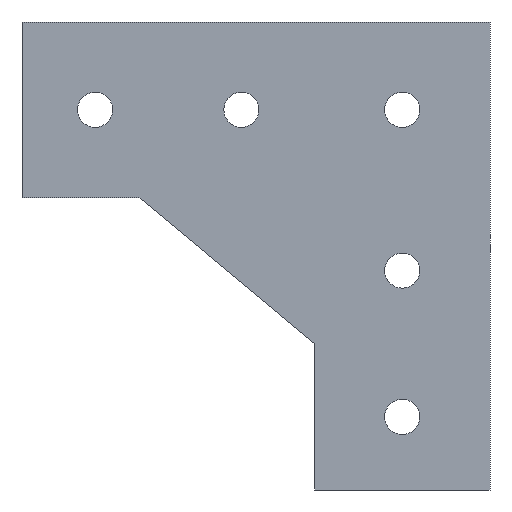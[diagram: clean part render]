
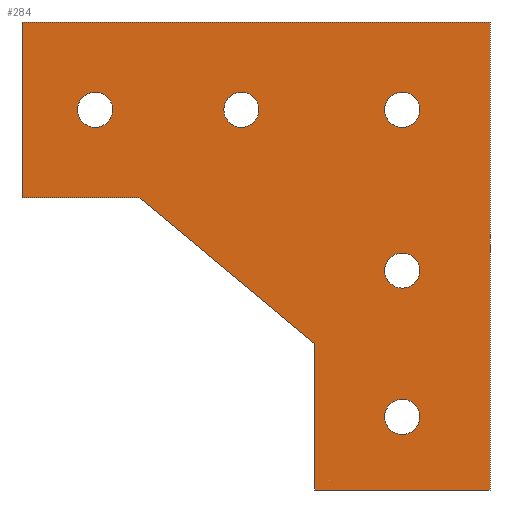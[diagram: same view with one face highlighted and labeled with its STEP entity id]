
A CAD part, left-side view. The second image highlights one B-rep face of the part: STEP entity #284.
In plain terms, the highlighted planar face has unit normal (-1, 0, 0).
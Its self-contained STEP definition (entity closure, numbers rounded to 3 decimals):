
#20=FACE_BOUND('',#67,.T.);
#21=FACE_BOUND('',#68,.T.);
#22=FACE_BOUND('',#69,.T.);
#23=FACE_BOUND('',#70,.T.);
#24=FACE_BOUND('',#71,.T.);
#33=PLANE('',#331);
#47=FACE_OUTER_BOUND('',#66,.T.);
#66=EDGE_LOOP('',(#254,#255,#256,#257,#258,#259,#260));
#67=EDGE_LOOP('',(#261));
#68=EDGE_LOOP('',(#262));
#69=EDGE_LOOP('',(#263));
#70=EDGE_LOOP('',(#264));
#71=EDGE_LOOP('',(#265));
#77=LINE('',#442,#103);
#81=LINE('',#450,#107);
#84=LINE('',#456,#110);
#87=LINE('',#462,#113);
#90=LINE('',#468,#116);
#93=LINE('',#474,#119);
#96=LINE('',#479,#122);
#103=VECTOR('',#371,10.);
#107=VECTOR('',#377,10.);
#110=VECTOR('',#382,10.);
#113=VECTOR('',#387,10.);
#116=VECTOR('',#392,10.);
#119=VECTOR('',#397,10.);
#122=VECTOR('',#402,10.);
#125=CIRCLE('',#310,3.);
#127=CIRCLE('',#313,3.);
#129=CIRCLE('',#316,3.);
#131=CIRCLE('',#319,3.);
#133=CIRCLE('',#322,3.);
#135=VERTEX_POINT('',#412);
#137=VERTEX_POINT('',#418);
#139=VERTEX_POINT('',#424);
#141=VERTEX_POINT('',#430);
#143=VERTEX_POINT('',#436);
#144=VERTEX_POINT('',#440);
#145=VERTEX_POINT('',#441);
#148=VERTEX_POINT('',#449);
#150=VERTEX_POINT('',#455);
#152=VERTEX_POINT('',#461);
#154=VERTEX_POINT('',#467);
#156=VERTEX_POINT('',#473);
#160=EDGE_CURVE('',#135,#135,#125,.T.);
#163=EDGE_CURVE('',#137,#137,#127,.T.);
#166=EDGE_CURVE('',#139,#139,#129,.T.);
#169=EDGE_CURVE('',#141,#141,#131,.T.);
#172=EDGE_CURVE('',#143,#143,#133,.T.);
#173=EDGE_CURVE('',#144,#145,#77,.T.);
#177=EDGE_CURVE('',#148,#144,#81,.T.);
#180=EDGE_CURVE('',#150,#148,#84,.T.);
#183=EDGE_CURVE('',#152,#150,#87,.T.);
#186=EDGE_CURVE('',#154,#152,#90,.T.);
#189=EDGE_CURVE('',#156,#154,#93,.T.);
#192=EDGE_CURVE('',#145,#156,#96,.T.);
#254=ORIENTED_EDGE('',*,*,#192,.F.);
#255=ORIENTED_EDGE('',*,*,#173,.F.);
#256=ORIENTED_EDGE('',*,*,#177,.F.);
#257=ORIENTED_EDGE('',*,*,#180,.F.);
#258=ORIENTED_EDGE('',*,*,#183,.F.);
#259=ORIENTED_EDGE('',*,*,#186,.F.);
#260=ORIENTED_EDGE('',*,*,#189,.F.);
#261=ORIENTED_EDGE('',*,*,#160,.T.);
#262=ORIENTED_EDGE('',*,*,#163,.T.);
#263=ORIENTED_EDGE('',*,*,#166,.T.);
#264=ORIENTED_EDGE('',*,*,#169,.T.);
#265=ORIENTED_EDGE('',*,*,#172,.T.);
#284=ADVANCED_FACE('',(#47,#20,#21,#22,#23,#24),#33,.F.);
#310=AXIS2_PLACEMENT_3D('',#414,#339,#340);
#313=AXIS2_PLACEMENT_3D('',#420,#346,#347);
#316=AXIS2_PLACEMENT_3D('',#426,#353,#354);
#319=AXIS2_PLACEMENT_3D('',#432,#360,#361);
#322=AXIS2_PLACEMENT_3D('',#438,#367,#368);
#331=AXIS2_PLACEMENT_3D('',#482,#406,#407);
#339=DIRECTION('center_axis',(1.,0.,0.));
#340=DIRECTION('ref_axis',(0.,0.,-1.));
#346=DIRECTION('center_axis',(1.,0.,0.));
#347=DIRECTION('ref_axis',(0.,0.,-1.));
#353=DIRECTION('center_axis',(1.,0.,0.));
#354=DIRECTION('ref_axis',(0.,0.,-1.));
#360=DIRECTION('center_axis',(1.,0.,0.));
#361=DIRECTION('ref_axis',(0.,0.,-1.));
#367=DIRECTION('center_axis',(1.,0.,0.));
#368=DIRECTION('ref_axis',(0.,0.,-1.));
#371=DIRECTION('',(0.,0.,1.));
#377=DIRECTION('',(0.,1.,0.));
#382=DIRECTION('',(0.,0.768,0.64));
#387=DIRECTION('',(0.,0.,1.));
#392=DIRECTION('',(0.,1.,0.));
#397=DIRECTION('',(0.,0.,-1.));
#402=DIRECTION('',(0.,-1.,0.));
#406=DIRECTION('center_axis',(1.,0.,0.));
#407=DIRECTION('ref_axis',(0.,0.,-1.));
#412=CARTESIAN_POINT('',(0.,15.,-64.5));
#414=CARTESIAN_POINT('Origin',(0.,15.,-67.5));
#418=CARTESIAN_POINT('',(0.,15.,-39.5));
#420=CARTESIAN_POINT('Origin',(0.,15.,-42.5));
#424=CARTESIAN_POINT('',(0.,15.,-12.));
#426=CARTESIAN_POINT('Origin',(0.,15.,-15.));
#430=CARTESIAN_POINT('',(0.,42.5,-12.));
#432=CARTESIAN_POINT('Origin',(0.,42.5,-15.));
#436=CARTESIAN_POINT('',(0.,67.5,-12.));
#438=CARTESIAN_POINT('Origin',(0.,67.5,-15.));
#440=CARTESIAN_POINT('',(0.,80.,-30.));
#441=CARTESIAN_POINT('',(0.,80.,0.));
#442=CARTESIAN_POINT('',(0.,80.,-30.));
#449=CARTESIAN_POINT('',(0.,60.,-30.));
#450=CARTESIAN_POINT('',(0.,0.,-30.));
#455=CARTESIAN_POINT('',(0.,30.,-55.));
#456=CARTESIAN_POINT('',(0.,30.,-55.));
#461=CARTESIAN_POINT('',(0.,30.,-80.));
#462=CARTESIAN_POINT('',(0.,30.,-80.));
#467=CARTESIAN_POINT('',(0.,0.,-80.));
#468=CARTESIAN_POINT('',(0.,0.,-80.));
#473=CARTESIAN_POINT('',(0.,0.,0.));
#474=CARTESIAN_POINT('',(0.,0.,0.));
#479=CARTESIAN_POINT('',(0.,80.,0.));
#482=CARTESIAN_POINT('Origin',(0.,40.,-40.));
